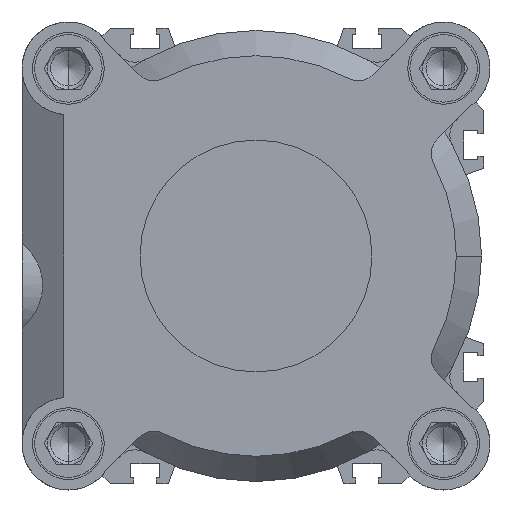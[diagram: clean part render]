
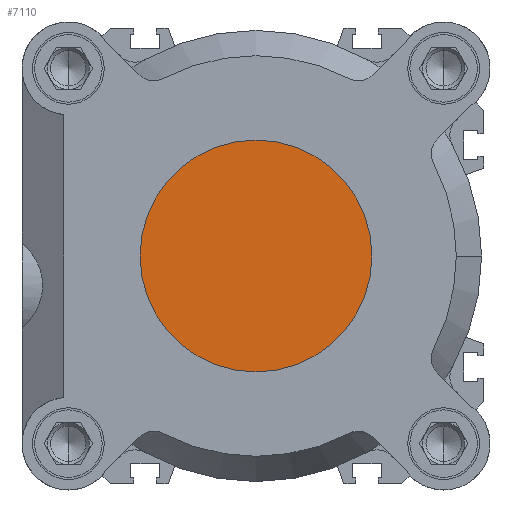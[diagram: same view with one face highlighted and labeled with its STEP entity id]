
A CAD part, left-side view. The second image highlights one B-rep face of the part: STEP entity #7110.
In plain terms, the highlighted face is planar.
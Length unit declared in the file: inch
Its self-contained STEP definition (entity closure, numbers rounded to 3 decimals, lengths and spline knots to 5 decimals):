
#544 = CARTESIAN_POINT ( 'NONE',  ( 1.73228, 0., 0. ) ) ;
#751 = DIRECTION ( 'NONE',  ( -1., 0., 0. ) ) ;
#1058 = VERTEX_POINT ( 'NONE', #14108 ) ;
#1192 = FACE_OUTER_BOUND ( 'NONE', #12585, .T. ) ;
#1656 = DIRECTION ( 'NONE',  ( 0., 0., 1. ) ) ;
#2934 = PLANE ( 'NONE',  #11578 ) ;
#5488 = EDGE_CURVE ( 'NONE', #1058, #8034, #7899, .T. ) ;
#6169 = CARTESIAN_POINT ( 'NONE',  ( 1.73228, 0., 0. ) ) ;
#6438 = AXIS2_PLACEMENT_3D ( 'NONE', #6169, #13969, #7289 ) ;
#7110 = ADVANCED_FACE ( 'NONE', ( #1192 ), #2934, .F. ) ;
#7289 = DIRECTION ( 'NONE',  ( 0., 0., 1. ) ) ;
#7899 = CIRCLE ( 'NONE', #6438, 1.08268 ) ;
#7937 = CARTESIAN_POINT ( 'NONE',  ( 1.73228, 0., 1.08268 ) ) ;
#8001 = CIRCLE ( 'NONE', #12648, 1.08268 ) ;
#8034 = VERTEX_POINT ( 'NONE', #7937 ) ;
#8307 = DIRECTION ( 'NONE',  ( -1., 0., 0. ) ) ;
#8532 = DIRECTION ( 'NONE',  ( 0., 0., 1. ) ) ;
#8714 = ORIENTED_EDGE ( 'NONE', *, *, #12272, .F. ) ;
#11578 = AXIS2_PLACEMENT_3D ( 'NONE', #11825, #751, #8532 ) ;
#11825 = CARTESIAN_POINT ( 'NONE',  ( 1.73228, 1.08268, 0. ) ) ;
#12272 = EDGE_CURVE ( 'NONE', #8034, #1058, #8001, .T. ) ;
#12585 = EDGE_LOOP ( 'NONE', ( #8714, #12710 ) ) ;
#12648 = AXIS2_PLACEMENT_3D ( 'NONE', #544, #8307, #1656 ) ;
#12710 = ORIENTED_EDGE ( 'NONE', *, *, #5488, .F. ) ;
#13969 = DIRECTION ( 'NONE',  ( -1., 0., 0. ) ) ;
#14108 = CARTESIAN_POINT ( 'NONE',  ( 1.73228, 0., -1.08268 ) ) ;
